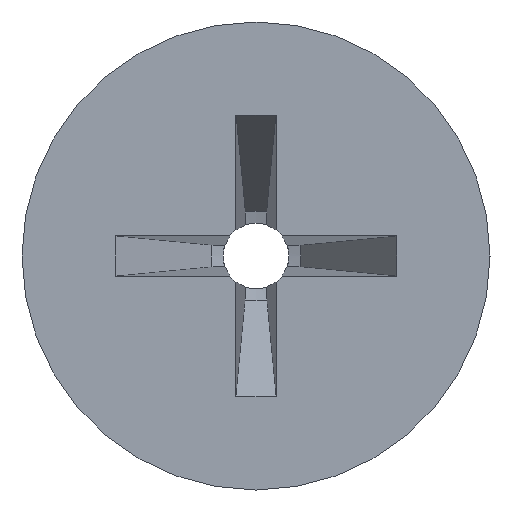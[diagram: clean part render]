
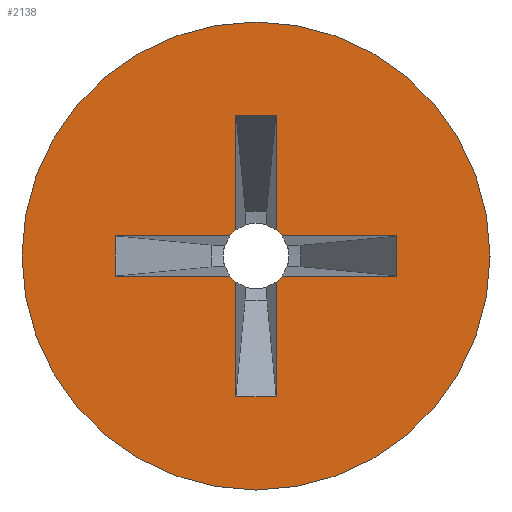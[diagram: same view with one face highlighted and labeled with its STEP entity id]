
A CAD part, left-side view. The second image highlights one B-rep face of the part: STEP entity #2138.
In plain terms, the highlighted planar face has unit normal (-1, 0, 0).
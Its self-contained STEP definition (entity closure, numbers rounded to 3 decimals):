
#115=CARTESIAN_POINT('',(0.,0.,0.));
#116=DIRECTION('',(-1.,0.,0.));
#117=DIRECTION('',(0.,1.,0.));
#118=AXIS2_PLACEMENT_3D('',#115,#116,#117);
#120=CARTESIAN_POINT('',(0.,0.,0.));
#121=DIRECTION('',(1.,0.,0.));
#122=DIRECTION('',(0.,1.,0.));
#123=AXIS2_PLACEMENT_3D('',#120,#121,#122);
#125=CARTESIAN_POINT('',(0.,0.,0.));
#126=DIRECTION('',(1.,0.,0.));
#127=DIRECTION('',(0.,-0.79,-0.613));
#128=AXIS2_PLACEMENT_3D('',#125,#126,#127);
#130=DIRECTION('',(0.,1.,0.));
#131=VECTOR('',#130,2.772);
#132=CARTESIAN_POINT('',(0.,-3.4,-0.488));
#133=LINE('',#132,#131);
#134=DIRECTION('',(0.,0.,-1.));
#135=VECTOR('',#134,0.975);
#136=CARTESIAN_POINT('',(0.,-3.4,0.488));
#137=LINE('',#136,#135);
#138=DIRECTION('',(0.,1.,0.));
#139=VECTOR('',#138,2.772);
#140=CARTESIAN_POINT('',(0.,-3.4,0.488));
#141=LINE('',#140,#139);
#142=CARTESIAN_POINT('',(0.,0.,0.));
#143=DIRECTION('',(1.,0.,0.));
#144=DIRECTION('',(0.,-0.613,0.79));
#145=AXIS2_PLACEMENT_3D('',#142,#143,#144);
#147=DIRECTION('',(0.,0.,-1.));
#148=VECTOR('',#147,2.772);
#149=CARTESIAN_POINT('',(0.,-0.488,3.4));
#150=LINE('',#149,#148);
#151=DIRECTION('',(0.,1.,0.));
#152=VECTOR('',#151,0.975);
#153=CARTESIAN_POINT('',(0.,-0.488,3.4));
#154=LINE('',#153,#152);
#155=DIRECTION('',(0.,0.,-1.));
#156=VECTOR('',#155,2.772);
#157=CARTESIAN_POINT('',(0.,0.488,3.4));
#158=LINE('',#157,#156);
#159=CARTESIAN_POINT('',(0.,0.,0.));
#160=DIRECTION('',(1.,0.,0.));
#161=DIRECTION('',(0.,0.79,0.613));
#162=AXIS2_PLACEMENT_3D('',#159,#160,#161);
#164=DIRECTION('',(0.,1.,0.));
#165=VECTOR('',#164,2.772);
#166=CARTESIAN_POINT('',(0.,0.628,0.488));
#167=LINE('',#166,#165);
#168=DIRECTION('',(0.,0.,-1.));
#169=VECTOR('',#168,0.975);
#170=CARTESIAN_POINT('',(0.,3.4,0.488));
#171=LINE('',#170,#169);
#172=DIRECTION('',(0.,1.,0.));
#173=VECTOR('',#172,2.772);
#174=CARTESIAN_POINT('',(0.,0.628,-0.488));
#175=LINE('',#174,#173);
#176=CARTESIAN_POINT('',(0.,0.,0.));
#177=DIRECTION('',(1.,0.,0.));
#178=DIRECTION('',(0.,0.613,-0.79));
#179=AXIS2_PLACEMENT_3D('',#176,#177,#178);
#181=DIRECTION('',(0.,0.,-1.));
#182=VECTOR('',#181,2.772);
#183=CARTESIAN_POINT('',(0.,0.488,-0.628));
#184=LINE('',#183,#182);
#185=DIRECTION('',(0.,1.,0.));
#186=VECTOR('',#185,0.975);
#187=CARTESIAN_POINT('',(0.,-0.488,-3.4));
#188=LINE('',#187,#186);
#189=DIRECTION('',(0.,0.,-1.));
#190=VECTOR('',#189,2.772);
#191=CARTESIAN_POINT('',(0.,-0.488,-0.628));
#192=LINE('',#191,#190);
#1997=CARTESIAN_POINT('',(0.,5.65,0.));
#1999=VERTEX_POINT('',#1997);
#2001=CARTESIAN_POINT('',(0.,-5.65,0.));
#2003=VERTEX_POINT('',#2001);
#2024=CARTESIAN_POINT('',(0.,-0.628,-0.488));
#2025=CARTESIAN_POINT('',(0.,-0.488,-0.628));
#2026=VERTEX_POINT('',#2024);
#2027=VERTEX_POINT('',#2025);
#2028=CARTESIAN_POINT('',(0.,0.488,-0.628));
#2029=CARTESIAN_POINT('',(0.,0.628,-0.488));
#2030=VERTEX_POINT('',#2028);
#2031=VERTEX_POINT('',#2029);
#2032=CARTESIAN_POINT('',(0.,0.628,0.488));
#2033=CARTESIAN_POINT('',(0.,0.488,0.628));
#2034=VERTEX_POINT('',#2032);
#2035=VERTEX_POINT('',#2033);
#2036=CARTESIAN_POINT('',(0.,-0.488,0.628));
#2037=CARTESIAN_POINT('',(0.,-0.628,0.488));
#2038=VERTEX_POINT('',#2036);
#2039=VERTEX_POINT('',#2037);
#2057=CARTESIAN_POINT('',(0.,-3.4,0.488));
#2058=CARTESIAN_POINT('',(0.,-3.4,-0.488));
#2059=VERTEX_POINT('',#2057);
#2060=VERTEX_POINT('',#2058);
#2061=CARTESIAN_POINT('',(0.,-0.488,3.4));
#2062=CARTESIAN_POINT('',(0.,0.488,3.4));
#2063=VERTEX_POINT('',#2061);
#2064=VERTEX_POINT('',#2062);
#2065=CARTESIAN_POINT('',(0.,3.4,0.488));
#2066=CARTESIAN_POINT('',(0.,3.4,-0.488));
#2067=VERTEX_POINT('',#2065);
#2068=VERTEX_POINT('',#2066);
#2069=CARTESIAN_POINT('',(0.,-0.488,-3.4));
#2070=CARTESIAN_POINT('',(0.,0.488,-3.4));
#2071=VERTEX_POINT('',#2069);
#2072=VERTEX_POINT('',#2070);
#2093=CARTESIAN_POINT('',(0.,0.,0.));
#2094=DIRECTION('',(1.,0.,0.));
#2095=DIRECTION('',(0.,-1.,0.));
#2096=AXIS2_PLACEMENT_3D('',#2093,#2094,#2095);
#2097=PLANE('',#2096);
#2099=ORIENTED_EDGE('',*,*,#2098,.F.);
#2101=ORIENTED_EDGE('',*,*,#2100,.T.);
#2102=EDGE_LOOP('',(#2099,#2101));
#2103=FACE_OUTER_BOUND('',#2102,.F.);
#2105=ORIENTED_EDGE('',*,*,#2104,.F.);
#2107=ORIENTED_EDGE('',*,*,#2106,.F.);
#2109=ORIENTED_EDGE('',*,*,#2108,.F.);
#2111=ORIENTED_EDGE('',*,*,#2110,.T.);
#2113=ORIENTED_EDGE('',*,*,#2112,.F.);
#2115=ORIENTED_EDGE('',*,*,#2114,.F.);
#2117=ORIENTED_EDGE('',*,*,#2116,.T.);
#2119=ORIENTED_EDGE('',*,*,#2118,.T.);
#2121=ORIENTED_EDGE('',*,*,#2120,.F.);
#2123=ORIENTED_EDGE('',*,*,#2122,.T.);
#2125=ORIENTED_EDGE('',*,*,#2124,.T.);
#2127=ORIENTED_EDGE('',*,*,#2126,.F.);
#2129=ORIENTED_EDGE('',*,*,#2128,.F.);
#2131=ORIENTED_EDGE('',*,*,#2130,.T.);
#2133=ORIENTED_EDGE('',*,*,#2132,.F.);
#2135=ORIENTED_EDGE('',*,*,#2134,.F.);
#2136=EDGE_LOOP('',(#2105,#2107,#2109,#2111,#2113,#2115,#2117,#2119,#2121,#2123,
#2125,#2127,#2129,#2131,#2133,#2135));
#2137=FACE_BOUND('',#2136,.F.);
#119=CIRCLE('',#118,5.65);
#124=CIRCLE('',#123,5.65);
#129=CIRCLE('',#128,0.795);
#146=CIRCLE('',#145,0.795);
#163=CIRCLE('',#162,0.795);
#180=CIRCLE('',#179,0.795);
#2098=EDGE_CURVE('',#1999,#2003,#119,.T.);
#2100=EDGE_CURVE('',#1999,#2003,#124,.T.);
#2104=EDGE_CURVE('',#2026,#2027,#129,.T.);
#2106=EDGE_CURVE('',#2060,#2026,#133,.T.);
#2108=EDGE_CURVE('',#2059,#2060,#137,.T.);
#2110=EDGE_CURVE('',#2059,#2039,#141,.T.);
#2112=EDGE_CURVE('',#2038,#2039,#146,.T.);
#2114=EDGE_CURVE('',#2063,#2038,#150,.T.);
#2116=EDGE_CURVE('',#2063,#2064,#154,.T.);
#2118=EDGE_CURVE('',#2064,#2035,#158,.T.);
#2120=EDGE_CURVE('',#2034,#2035,#163,.T.);
#2122=EDGE_CURVE('',#2034,#2067,#167,.T.);
#2124=EDGE_CURVE('',#2067,#2068,#171,.T.);
#2126=EDGE_CURVE('',#2031,#2068,#175,.T.);
#2128=EDGE_CURVE('',#2030,#2031,#180,.T.);
#2130=EDGE_CURVE('',#2030,#2072,#184,.T.);
#2132=EDGE_CURVE('',#2071,#2072,#188,.T.);
#2134=EDGE_CURVE('',#2027,#2071,#192,.T.);
#2138=ADVANCED_FACE('',(#2103,#2137),#2097,.F.);
